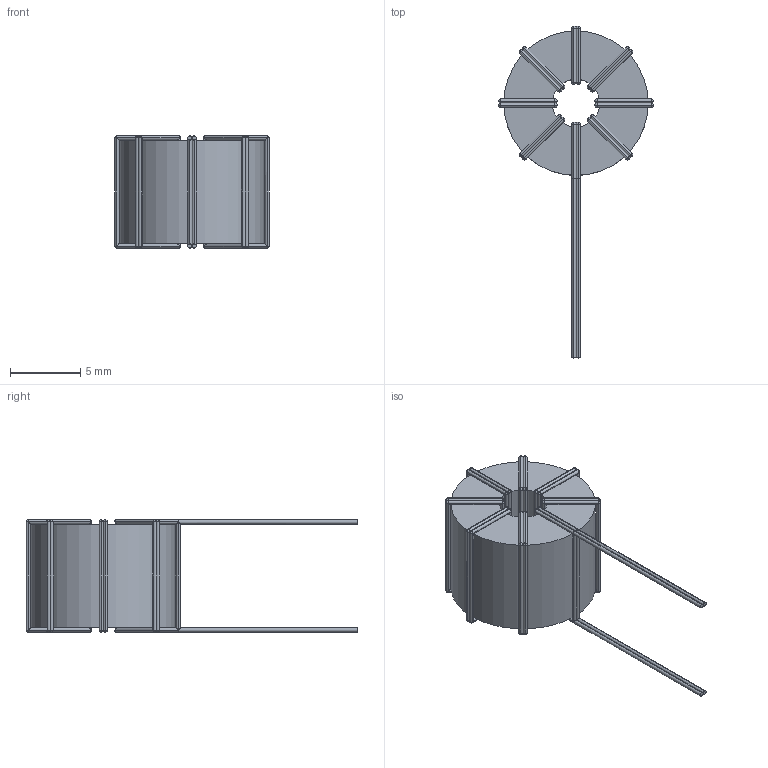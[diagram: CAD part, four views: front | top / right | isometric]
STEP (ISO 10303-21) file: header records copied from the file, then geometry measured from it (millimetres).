
FILE_DESCRIPTION (( 'STEP AP214' ), '1' );
FILE_NAME ('IFC_NTSHO_L11T8LL13.STEP', '2018-10-24T14:08:46', ( '' ), ( '' ), 'SwSTEP 2.0', 'SolidWorks 2014', '' );
FILE_SCHEMA (( 'AUTOMOTIVE_DESIGN' ));
Length unit declared in the file: millimetre
Products named in the file (1): IFC_NTSHO_L11T8LL13
Bounding box: 11 x 23.65 x 8 mm (x, y, z)
Volume: 571.6 mm3; surface area: 857.4 mm2
Topology: 17 solids, 17 shells, 398 faces, 872 edges, 348 vertices
Faces by surface type: cylinder 264, sphere 128, plane 6
Entity records: 14120 total; most frequent: CARTESIAN_POINT 1947, DIRECTION 1750, ORIENTED_EDGE 1488, EDGE_CURVE 744, AXIS2_PLACEMENT_3D 743, UNCERTAINTY_MEASURE_WITH_UNIT 417, SURFACE_STYLE_USAGE 416, PRESENTATION_STYLE_ASSIGNMENT 416
